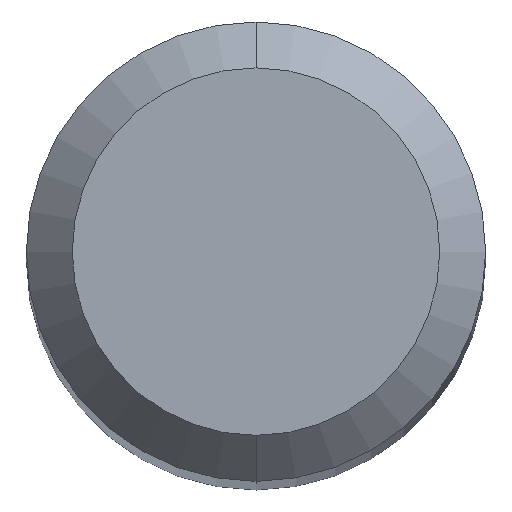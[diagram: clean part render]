
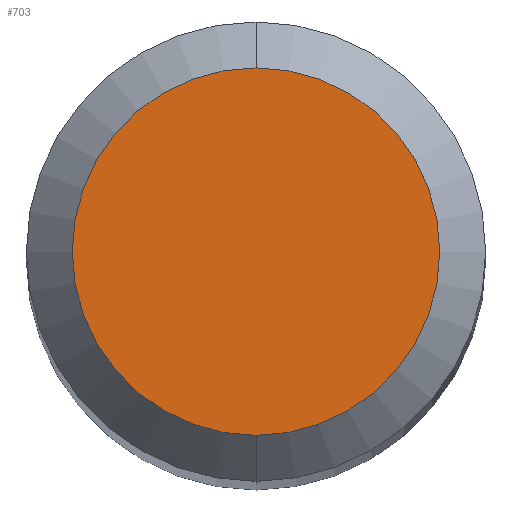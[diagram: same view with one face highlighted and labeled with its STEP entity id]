
A CAD part, top view. The second image highlights one B-rep face of the part: STEP entity #703.
In plain terms, the highlighted planar face has unit normal (0, 0, 1).
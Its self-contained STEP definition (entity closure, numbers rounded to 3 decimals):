
#463=VERTEX_POINT('',#1109);
#465=VERTEX_POINT('',#1111);
#543=EDGE_CURVE('',#465,#463,#1196,.T.);
#555=EDGE_CURVE('',#463,#465,#1208,.T.);
#703=ADVANCED_FACE('',(#1368),#1369,.T.);
#1109=CARTESIAN_POINT('',(0.0,1.2,0.0));
#1111=CARTESIAN_POINT('',(0.,-1.2,0.0));
#1196=CIRCLE('',#2765,1.2);
#1208=CIRCLE('',#2833,1.2);
#1368=FACE_OUTER_BOUND('',#3827,.T.);
#1369=PLANE('',#3828);
#2765=AXIS2_PLACEMENT_3D('',#6001,#6002,#6003);
#2833=AXIS2_PLACEMENT_3D('',#6009,#6010,#6011);
#3827=EDGE_LOOP('',(#6170,#6171));
#3828=AXIS2_PLACEMENT_3D('',#6172,#6173,#6174);
#6001=CARTESIAN_POINT('',(0.0,0.0,0.0));
#6002=DIRECTION('',(0.0,0.0,-1.0));
#6003=DIRECTION('',(0.0,1.0,0.0));
#6009=CARTESIAN_POINT('',(0.0,0.0,0.0));
#6010=DIRECTION('',(0.0,0.0,-1.0));
#6011=DIRECTION('',(0.0,1.0,0.0));
#6170=ORIENTED_EDGE('',*,*,#555,.F.);
#6171=ORIENTED_EDGE('',*,*,#543,.F.);
#6172=CARTESIAN_POINT('',(0.0,0.6,0.0));
#6173=DIRECTION('',(-0.0,0.0,1.0));
#6174=DIRECTION('',(0.0,-1.0,0.0));
